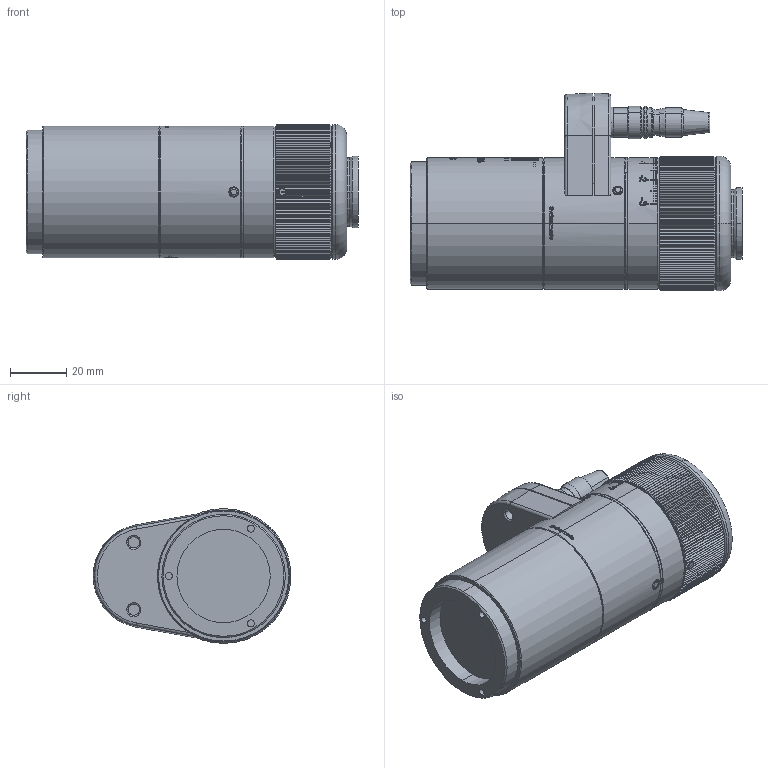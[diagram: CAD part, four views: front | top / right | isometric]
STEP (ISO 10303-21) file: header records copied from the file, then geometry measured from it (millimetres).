
FILE_DESCRIPTION (( 'STEP AP203' ), '1' );
FILE_NAME ('S5VPJ0303_01.STEP', '2019-05-21T11:27:09', ( '' ), ( '' ), 'SwSTEP 2.0', 'SolidWorks 2017', '' );
FILE_SCHEMA (( 'CONFIG_CONTROL_DESIGN' ));
Products named in the file (1): S5VPJ0303_01
Bounding box: 118.34 x 70.5 x 48 mm (x, y, z)
Volume: 206309.2 mm3; surface area: 29112 mm2
Topology: 1 solids, 2 shells, 2464 faces, 6044 edges, 3756 vertices
Faces by surface type: plane 882, cylinder 563, bspline 507, cone 344, torus 168
Entity records: 142599 total; most frequent: CARTESIAN_POINT 89463, ORIENTED_EDGE 12088, DIRECTION 9199, EDGE_CURVE 6044, VERTEX_POINT 3756, AXIS2_PLACEMENT_3D 3447, EDGE_LOOP 2636, ADVANCED_FACE 2464
